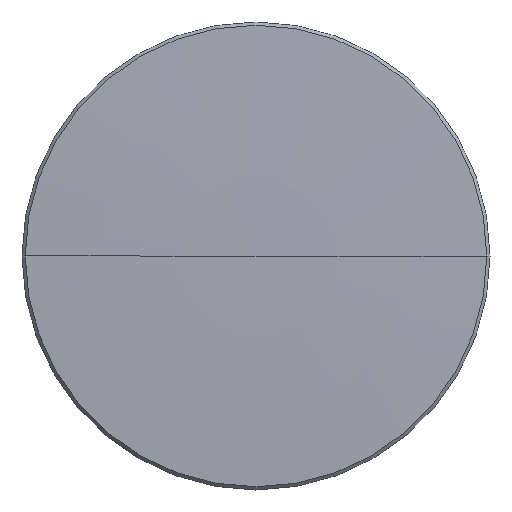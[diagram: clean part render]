
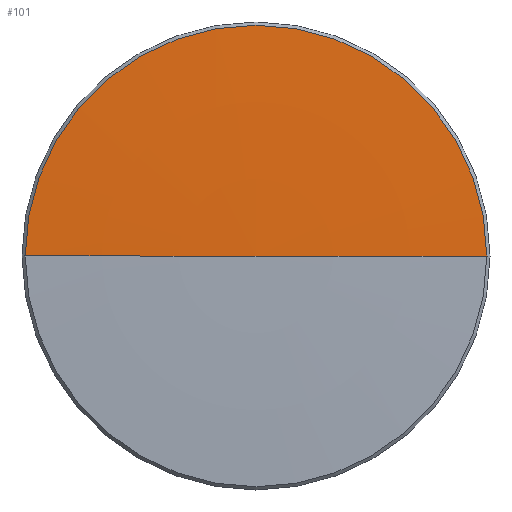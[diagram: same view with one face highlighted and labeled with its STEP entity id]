
A CAD part, left-side view. The second image highlights one B-rep face of the part: STEP entity #101.
In plain terms, the highlighted toroidal (fillet/blend) face has major radius 0.653 mm and minor radius 300 mm.
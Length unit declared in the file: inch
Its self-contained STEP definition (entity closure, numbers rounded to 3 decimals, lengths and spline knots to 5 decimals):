
#4 = AXIS2_PLACEMENT_3D ( 'NONE', #301, #289, #71 ) ;
#10 = ORIENTED_EDGE ( 'NONE', *, *, #284, .F. ) ;
#24 = ORIENTED_EDGE ( 'NONE', *, *, #159, .T. ) ;
#38 = DIRECTION ( 'NONE',  ( 0., 0., -1. ) ) ;
#39 = CARTESIAN_POINT ( 'NONE',  ( 11.73226, -0.02569, 0. ) ) ;
#46 = CARTESIAN_POINT ( 'NONE',  ( -0.06952, -0.49304, 0. ) ) ;
#63 = DIRECTION ( 'NONE',  ( -1., 0., 0. ) ) ;
#71 = DIRECTION ( 'NONE',  ( 0., -1., 0. ) ) ;
#78 = CARTESIAN_POINT ( 'NONE',  ( -0.07874, 0., 0. ) ) ;
#88 = TOROIDAL_SURFACE ( 'NONE', #116, 0.02569, 11.81102 ) ;
#92 = ORIENTED_EDGE ( 'NONE', *, *, #269, .T. ) ;
#95 = CIRCLE ( 'NONE', #4, 0.49304 ) ;
#101 = ADVANCED_FACE ( 'NONE', ( #307 ), #88, .T. ) ;
#115 = AXIS2_PLACEMENT_3D ( 'NONE', #266, #130, #245 ) ;
#116 = AXIS2_PLACEMENT_3D ( 'NONE', #176, #308, #281 ) ;
#122 = CIRCLE ( 'NONE', #135, 11.81102 ) ;
#130 = DIRECTION ( 'NONE',  ( 0., 0., 1. ) ) ;
#135 = AXIS2_PLACEMENT_3D ( 'NONE', #39, #38, #63 ) ;
#159 = EDGE_CURVE ( 'NONE', #292, #256, #95, .T. ) ;
#164 = CIRCLE ( 'NONE', #115, 11.81102 ) ;
#176 = CARTESIAN_POINT ( 'NONE',  ( 11.73226, 0., 0. ) ) ;
#237 = VERTEX_POINT ( 'NONE', #78 ) ;
#245 = DIRECTION ( 'NONE',  ( 0., -1., 0. ) ) ;
#256 = VERTEX_POINT ( 'NONE', #318 ) ;
#265 = EDGE_LOOP ( 'NONE', ( #24, #92, #10 ) ) ;
#266 = CARTESIAN_POINT ( 'NONE',  ( 11.73226, 0.02569, 0. ) ) ;
#269 = EDGE_CURVE ( 'NONE', #256, #237, #164, .T. ) ;
#281 = DIRECTION ( 'NONE',  ( 0., -1., 0. ) ) ;
#284 = EDGE_CURVE ( 'NONE', #292, #237, #122, .T. ) ;
#289 = DIRECTION ( 'NONE',  ( -1., 0., 0. ) ) ;
#292 = VERTEX_POINT ( 'NONE', #46 ) ;
#301 = CARTESIAN_POINT ( 'NONE',  ( -0.06952, 0., 0. ) ) ;
#307 = FACE_OUTER_BOUND ( 'NONE', #265, .T. ) ;
#308 = DIRECTION ( 'NONE',  ( -1., 0., 0. ) ) ;
#318 = CARTESIAN_POINT ( 'NONE',  ( -0.06952, 0.49304, 0. ) ) ;
